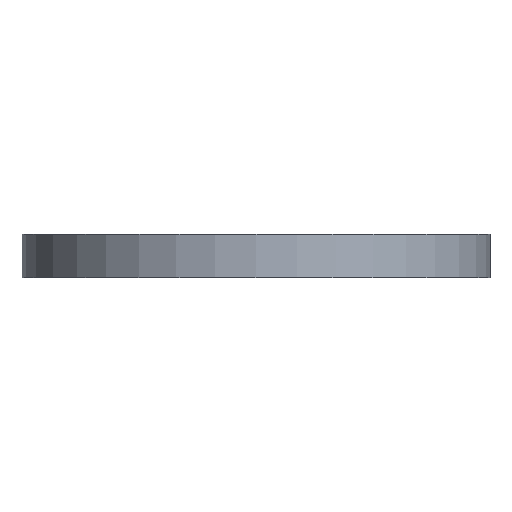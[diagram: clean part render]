
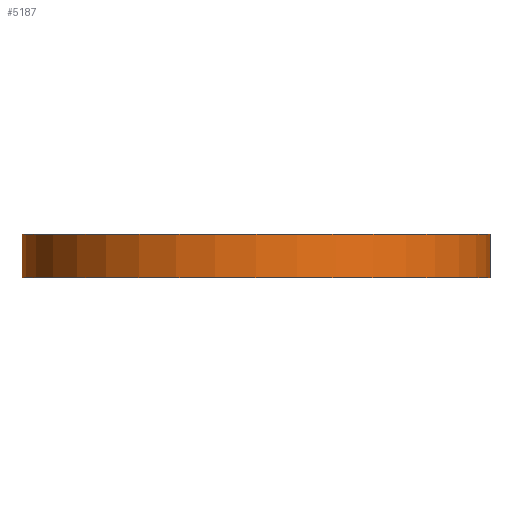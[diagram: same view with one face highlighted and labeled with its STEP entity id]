
A CAD part, front view. The second image highlights one B-rep face of the part: STEP entity #5187.
In plain terms, the highlighted cylindrical face has radius 26.75 mm (diameter 53.5 mm), a full revolution.
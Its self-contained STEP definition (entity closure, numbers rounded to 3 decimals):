
#103=CIRCLE('',#5498,26.75);
#118=CIRCLE('',#5532,26.75);
#401=FACE_OUTER_BOUND('',#707,.T.);
#707=EDGE_LOOP('',(#4532,#4533,#4534,#4535));
#1469=LINE('',#22875,#1730);
#1730=VECTOR('',#6439,26.75);
#2215=VERTEX_POINT('',#14549);
#2238=VERTEX_POINT('',#22874);
#2933=EDGE_CURVE('',#2215,#2215,#103,.T.);
#3032=EDGE_CURVE('',#2215,#2238,#1469,.T.);
#3033=EDGE_CURVE('',#2238,#2238,#118,.T.);
#4532=ORIENTED_EDGE('',*,*,#2933,.F.);
#4533=ORIENTED_EDGE('',*,*,#3032,.T.);
#4534=ORIENTED_EDGE('',*,*,#3033,.F.);
#4535=ORIENTED_EDGE('',*,*,#3032,.F.);
#4895=CYLINDRICAL_SURFACE('',#5531,26.75);
#5187=ADVANCED_FACE('',(#401),#4895,.T.);
#5498=AXIS2_PLACEMENT_3D('',#14550,#6355,#6356);
#5531=AXIS2_PLACEMENT_3D('',#22873,#6437,#6438);
#5532=AXIS2_PLACEMENT_3D('',#22876,#6440,#6441);
#6355=DIRECTION('center_axis',(0.,0.,1.));
#6356=DIRECTION('ref_axis',(1.,0.,0.));
#6437=DIRECTION('center_axis',(0.,0.,
-1.));
#6438=DIRECTION('ref_axis',(1.,0.,0.));
#6439=DIRECTION('',(0.,0.,-1.));
#6440=DIRECTION('center_axis',(0.,0.,-1.));
#6441=DIRECTION('ref_axis',(1.,0.,0.));
#14549=CARTESIAN_POINT('',(-16.75,0.,-55.));
#14550=CARTESIAN_POINT('Origin',(10.,0.,
-55.));
#22873=CARTESIAN_POINT('Origin',(10.,0.,-35.));
#22874=CARTESIAN_POINT('',(-16.75,0.,-60.));
#22875=CARTESIAN_POINT('',(-16.75,0.,-35.));
#22876=CARTESIAN_POINT('Origin',(10.,0.,
-60.));
